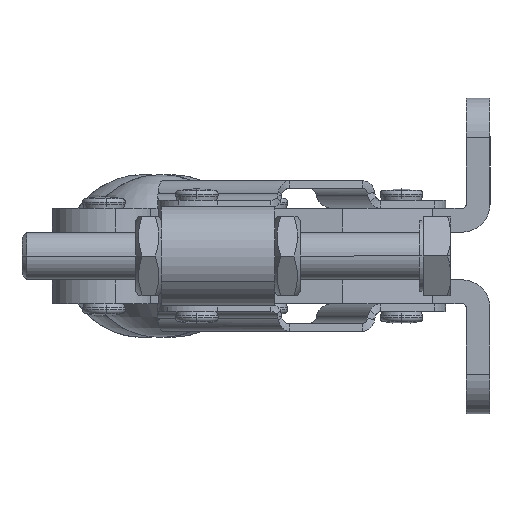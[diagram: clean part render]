
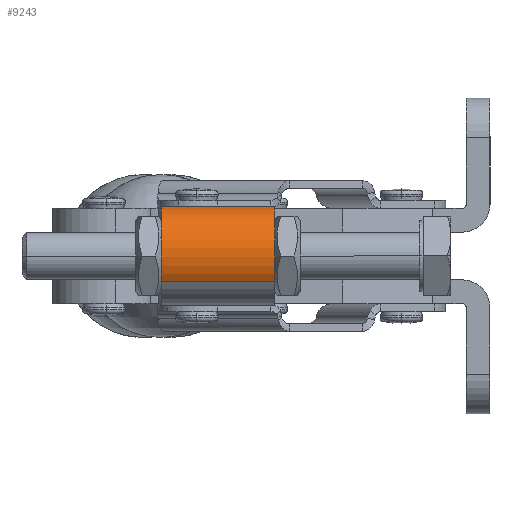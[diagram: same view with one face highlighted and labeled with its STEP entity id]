
A CAD part, left-side view. The second image highlights one B-rep face of the part: STEP entity #9243.
In plain terms, the highlighted cylindrical face has radius 6.25 mm (diameter 12.5 mm), a partial arc.
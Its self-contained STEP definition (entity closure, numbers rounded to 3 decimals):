
#7312=CARTESIAN_POINT('',(-107.929,75.188,-6.241));
#7313=VERTEX_POINT('',#7312);
#7314=CARTESIAN_POINT('',(-107.929,60.938,-6.241));
#7315=VERTEX_POINT('',#7314);
#7316=CARTESIAN_POINT('',(-107.929,75.188,-6.241));
#7317=DIRECTION('',(0.0,-1.0,0.0));
#7318=VECTOR('',#7317,14.25);
#7319=LINE('',#7316,#7318);
#7320=EDGE_CURVE('',#7313,#7315,#7319,.T.);
#8529=CARTESIAN_POINT('',(-97.241,60.938,0.241));
#8530=VERTEX_POINT('',#8529);
#8538=CARTESIAN_POINT('',(-102.585,60.938,-3.));
#8539=DIRECTION('',(0.,1.,0.));
#8540=DIRECTION('',(-0.855,0.,-0.519));
#8541=AXIS2_PLACEMENT_3D('',#8538,#8539,#8540);
#8542=CIRCLE('',#8541,6.25);
#8543=EDGE_CURVE('',#7315,#8530,#8542,.T.);
#9171=CARTESIAN_POINT('',(-97.241,75.188,0.241));
#9172=VERTEX_POINT('',#9171);
#9180=CARTESIAN_POINT('',(-97.241,75.188,0.241));
#9181=DIRECTION('',(0.0,-1.0,0.0));
#9182=VECTOR('',#9181,14.25);
#9183=LINE('',#9180,#9182);
#9184=EDGE_CURVE('',#9172,#8530,#9183,.T.);
#9226=CARTESIAN_POINT('',(-102.585,75.188,-3.));
#9227=DIRECTION('',(0.,-1.0,0.));
#9228=DIRECTION('',(-0.855,0.,-0.519));
#9229=AXIS2_PLACEMENT_3D('',#9226,#9227,#9228);
#9230=CYLINDRICAL_SURFACE('',#9229,6.25);
#9231=ORIENTED_EDGE('',*,*,#7320,.T.);
#9232=ORIENTED_EDGE('',*,*,#8543,.T.);
#9233=ORIENTED_EDGE('',*,*,#9184,.F.);
#9234=CARTESIAN_POINT('',(-102.585,75.188,-3.));
#9235=DIRECTION('',(0.,1.,0.));
#9236=DIRECTION('',(-0.855,0.,-0.519));
#9237=AXIS2_PLACEMENT_3D('',#9234,#9235,#9236);
#9238=CIRCLE('',#9237,6.25);
#9239=EDGE_CURVE('',#7313,#9172,#9238,.T.);
#9240=ORIENTED_EDGE('',*,*,#9239,.F.);
#9241=EDGE_LOOP('',(#9231,#9232,#9233,#9240));
#9242=FACE_OUTER_BOUND('',#9241,.T.);
#9243=ADVANCED_FACE('',(#9242),#9230,.T.);
